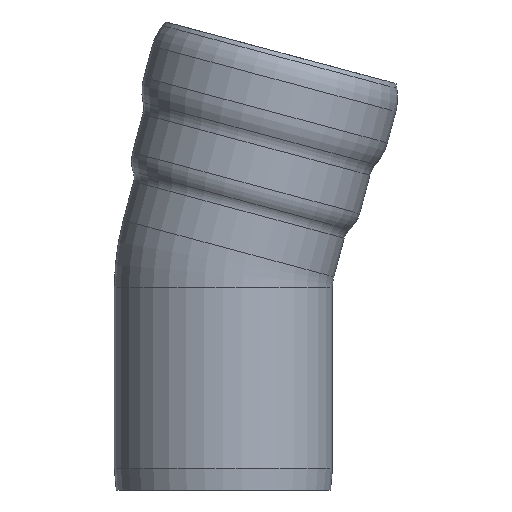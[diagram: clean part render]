
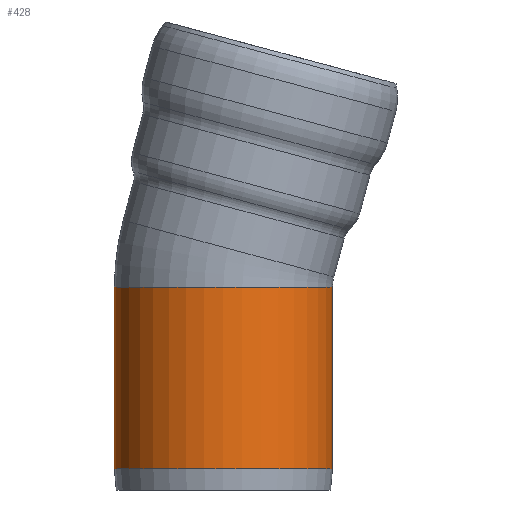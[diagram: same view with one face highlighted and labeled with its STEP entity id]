
A CAD part, front view. The second image highlights one B-rep face of the part: STEP entity #428.
In plain terms, the highlighted cylindrical face has radius 510 mm (diameter 1020 mm), a full revolution.
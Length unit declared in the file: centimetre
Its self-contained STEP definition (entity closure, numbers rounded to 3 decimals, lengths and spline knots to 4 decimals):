
#48=FACE_OUTER_BOUND('',#74,.T.);
#74=EDGE_LOOP('',(#340,#341,#342,#343,#344));
#96=LINE('',#769,#108);
#108=VECTOR('',#614,51.);
#141=CIRCLE('',#484,51.);
#142=CIRCLE('',#485,51.);
#143=CIRCLE('',#486,51.);
#189=VERTEX_POINT('',#766);
#190=VERTEX_POINT('',#768);
#191=VERTEX_POINT('',#770);
#243=EDGE_CURVE('',#189,#189,#141,.T.);
#244=EDGE_CURVE('',#189,#190,#96,.T.);
#245=EDGE_CURVE('',#190,#191,#142,.T.);
#246=EDGE_CURVE('',#191,#190,#143,.T.);
#340=ORIENTED_EDGE('',*,*,#243,.F.);
#341=ORIENTED_EDGE('',*,*,#244,.T.);
#342=ORIENTED_EDGE('',*,*,#245,.T.);
#343=ORIENTED_EDGE('',*,*,#246,.T.);
#344=ORIENTED_EDGE('',*,*,#244,.F.);
#412=CYLINDRICAL_SURFACE('',#483,51.);
#428=ADVANCED_FACE('',(#48),#412,.T.);
#483=AXIS2_PLACEMENT_3D('',#765,#610,#611);
#484=AXIS2_PLACEMENT_3D('',#767,#612,#613);
#485=AXIS2_PLACEMENT_3D('',#771,#615,#616);
#486=AXIS2_PLACEMENT_3D('',#772,#617,#618);
#610=DIRECTION('center_axis',(0.,0.,-1.));
#611=DIRECTION('ref_axis',(1.,0.,0.));
#612=DIRECTION('center_axis',(0.,0.,-1.));
#613=DIRECTION('ref_axis',(1.,0.,0.));
#614=DIRECTION('',(0.,0.,1.));
#615=DIRECTION('center_axis',(0.,0.,
-1.));
#616=DIRECTION('ref_axis',(-1.,0.,0.));
#617=DIRECTION('center_axis',(0.,0.,
-1.));
#618=DIRECTION('ref_axis',(-1.,0.,0.));
#765=CARTESIAN_POINT('Origin',(0.,0.,52.3922));
#766=CARTESIAN_POINT('',(-51.,0.,10.));
#767=CARTESIAN_POINT('Origin',(0.,0.,10.));
#768=CARTESIAN_POINT('',(-51.,0.,94.7843));
#769=CARTESIAN_POINT('',(-51.,0.,52.3922));
#770=CARTESIAN_POINT('',(51.,0.,94.7843));
#771=CARTESIAN_POINT('Origin',(0.,0.,94.7843));
#772=CARTESIAN_POINT('Origin',(0.,0.,94.7843));
